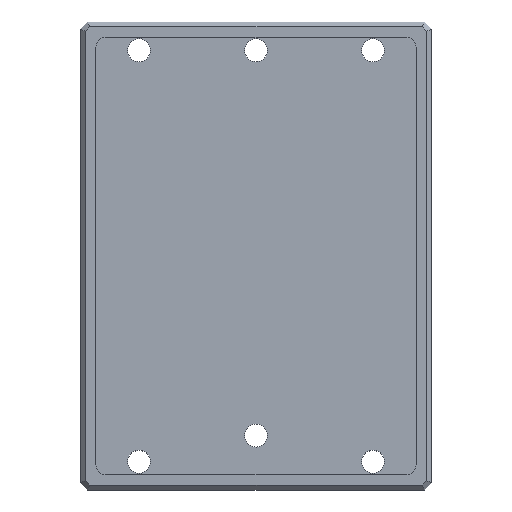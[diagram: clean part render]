
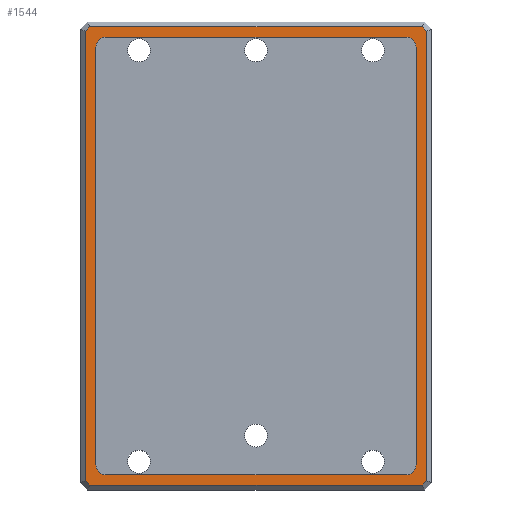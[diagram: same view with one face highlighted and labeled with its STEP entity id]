
A CAD part, top view. The second image highlights one B-rep face of the part: STEP entity #1544.
In plain terms, the highlighted planar face has unit normal (0, 0, 1).
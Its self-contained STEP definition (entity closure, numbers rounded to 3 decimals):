
#15 = VERTEX_POINT ( 'NONE', #942 ) ;
#18 = CARTESIAN_POINT ( 'NONE',  ( -97.95, 136.05, 12.7 ) ) ;
#29 = CIRCLE ( 'NONE', #519, 6.35 ) ;
#40 = VECTOR ( 'NONE', #494, 1000. ) ;
#46 = ORIENTED_EDGE ( 'NONE', *, *, #140, .T. ) ;
#48 = EDGE_CURVE ( 'NONE', #357, #294, #1245, .T. ) ;
#52 = CARTESIAN_POINT ( 'NONE',  ( 111.125, 147.637, 12.7 ) ) ;
#57 = EDGE_CURVE ( 'NONE', #928, #906, #581, .T. ) ;
#81 = VERTEX_POINT ( 'NONE', #1235 ) ;
#112 = CARTESIAN_POINT ( 'NONE',  ( -108.222, 149.225, 12.7 ) ) ;
#128 = VECTOR ( 'NONE', #181, 1000. ) ;
#138 = ORIENTED_EDGE ( 'NONE', *, *, #1179, .F. ) ;
#140 = EDGE_CURVE ( 'NONE', #1070, #454, #1041, .T. ) ;
#148 = AXIS2_PLACEMENT_3D ( 'NONE', #18, #504, #1523 ) ;
#161 = CARTESIAN_POINT ( 'NONE',  ( -104.3, 136.05, 12.7 ) ) ;
#181 = DIRECTION ( 'NONE',  ( 1., 0., 0. ) ) ;
#197 = DIRECTION ( 'NONE',  ( 0., 0., 1. ) ) ;
#200 = LINE ( 'NONE', #592, #1345 ) ;
#209 = DIRECTION ( 'NONE',  ( -1., 0., 0. ) ) ;
#231 = DIRECTION ( 'NONE',  ( 0.707, -0.707, 0. ) ) ;
#235 = EDGE_CURVE ( 'NONE', #81, #622, #1153, .T. ) ;
#250 = ORIENTED_EDGE ( 'NONE', *, *, #1201, .T. ) ;
#277 = CIRCLE ( 'NONE', #1372, 6.35 ) ;
#289 = LINE ( 'NONE', #52, #1480 ) ;
#294 = VERTEX_POINT ( 'NONE', #692 ) ;
#300 = CARTESIAN_POINT ( 'NONE',  ( -111.125, -146.322, 12.7 ) ) ;
#343 = CARTESIAN_POINT ( 'NONE',  ( 109.537, -149.225, 12.7 ) ) ;
#357 = VERTEX_POINT ( 'NONE', #300 ) ;
#358 = AXIS2_PLACEMENT_3D ( 'NONE', #1603, #197, #1471 ) ;
#361 = CARTESIAN_POINT ( 'NONE',  ( -111.125, -147.638, 12.7 ) ) ;
#372 = DIRECTION ( 'NONE',  ( 0., 0., 1. ) ) ;
#374 = ORIENTED_EDGE ( 'NONE', *, *, #541, .T. ) ;
#376 = VECTOR ( 'NONE', #379, 1000. ) ;
#379 = DIRECTION ( 'NONE',  ( 0., -1., 0. ) ) ;
#384 = ORIENTED_EDGE ( 'NONE', *, *, #485, .F. ) ;
#401 = ORIENTED_EDGE ( 'NONE', *, *, #235, .F. ) ;
#406 = EDGE_CURVE ( 'NONE', #1238, #773, #1095, .T. ) ;
#421 = CARTESIAN_POINT ( 'NONE',  ( 108.222, 149.225, 12.7 ) ) ;
#451 = EDGE_CURVE ( 'NONE', #1199, #1238, #1237, .T. ) ;
#452 = CARTESIAN_POINT ( 'NONE',  ( 128.724, -128.724, 12.7 ) ) ;
#454 = VERTEX_POINT ( 'NONE', #112 ) ;
#483 = DIRECTION ( 'NONE',  ( 1., 0., 0. ) ) ;
#485 = EDGE_CURVE ( 'NONE', #622, #1045, #29, .T. ) ;
#494 = DIRECTION ( 'NONE',  ( 0., 1., 0. ) ) ;
#502 = DIRECTION ( 'NONE',  ( -1., 0., 0. ) ) ;
#504 = DIRECTION ( 'NONE',  ( 0., 0., 1. ) ) ;
#513 = ORIENTED_EDGE ( 'NONE', *, *, #1368, .F. ) ;
#519 = AXIS2_PLACEMENT_3D ( 'NONE', #1010, #372, #483 ) ;
#522 = CARTESIAN_POINT ( 'NONE',  ( 111.125, 146.322, 12.7 ) ) ;
#527 = CARTESIAN_POINT ( 'NONE',  ( -104.3, -136.05, 12.7 ) ) ;
#532 = CARTESIAN_POINT ( 'NONE',  ( 128.724, 128.724, 12.7 ) ) ;
#534 = DIRECTION ( 'NONE',  ( 0., -1., 0. ) ) ;
#535 = EDGE_CURVE ( 'NONE', #294, #928, #623, .T. ) ;
#541 = EDGE_CURVE ( 'NONE', #15, #357, #1125, .T. ) ;
#581 = LINE ( 'NONE', #452, #1037 ) ;
#592 = CARTESIAN_POINT ( 'NONE',  ( -128.724, 128.724, 12.7 ) ) ;
#600 = CARTESIAN_POINT ( 'NONE',  ( 97.95, 142.4, 12.7 ) ) ;
#622 = VERTEX_POINT ( 'NONE', #1546 ) ;
#623 = LINE ( 'NONE', #343, #1472 ) ;
#658 = CIRCLE ( 'NONE', #148, 6.35 ) ;
#666 = CARTESIAN_POINT ( 'NONE',  ( 108.222, -149.225, 12.7 ) ) ;
#679 = ORIENTED_EDGE ( 'NONE', *, *, #406, .F. ) ;
#692 = CARTESIAN_POINT ( 'NONE',  ( -108.222, -149.225, 12.7 ) ) ;
#773 = VERTEX_POINT ( 'NONE', #932 ) ;
#830 = FACE_OUTER_BOUND ( 'NONE', #1626, .T. ) ;
#832 = CARTESIAN_POINT ( 'NONE',  ( -104.3, -136.05, 12.7 ) ) ;
#851 = CARTESIAN_POINT ( 'NONE',  ( 97.95, -136.05, 12.7 ) ) ;
#857 = DIRECTION ( 'NONE',  ( 1., 0., 0. ) ) ;
#872 = VERTEX_POINT ( 'NONE', #1609 ) ;
#877 = VERTEX_POINT ( 'NONE', #522 ) ;
#884 = CARTESIAN_POINT ( 'NONE',  ( -109.538, 149.225, 12.7 ) ) ;
#891 = VECTOR ( 'NONE', #534, 1000. ) ;
#905 = EDGE_CURVE ( 'NONE', #877, #1070, #1141, .T. ) ;
#906 = VERTEX_POINT ( 'NONE', #1044 ) ;
#913 = ORIENTED_EDGE ( 'NONE', *, *, #1646, .F. ) ;
#928 = VERTEX_POINT ( 'NONE', #666 ) ;
#932 = CARTESIAN_POINT ( 'NONE',  ( 97.95, -142.4, 12.7 ) ) ;
#940 = CARTESIAN_POINT ( 'NONE',  ( 97.95, -142.4, 12.7 ) ) ;
#942 = CARTESIAN_POINT ( 'NONE',  ( -111.125, 146.322, 12.7 ) ) ;
#974 = VERTEX_POINT ( 'NONE', #161 ) ;
#978 = CARTESIAN_POINT ( 'NONE',  ( -128.724, -128.724, 12.7 ) ) ;
#981 = ORIENTED_EDGE ( 'NONE', *, *, #48, .T. ) ;
#993 = ORIENTED_EDGE ( 'NONE', *, *, #57, .T. ) ;
#997 = DIRECTION ( 'NONE',  ( 1., 0., 0. ) ) ;
#1001 = VECTOR ( 'NONE', #209, 1000. ) ;
#1010 = CARTESIAN_POINT ( 'NONE',  ( 97.95, 136.05, 12.7 ) ) ;
#1033 = DIRECTION ( 'NONE',  ( -0.707, 0.707, 0. ) ) ;
#1035 = VECTOR ( 'NONE', #1033, 1000. ) ;
#1037 = VECTOR ( 'NONE', #1358, 1000. ) ;
#1041 = LINE ( 'NONE', #884, #1617 ) ;
#1044 = CARTESIAN_POINT ( 'NONE',  ( 111.125, -146.322, 12.7 ) ) ;
#1045 = VERTEX_POINT ( 'NONE', #1197 ) ;
#1070 = VERTEX_POINT ( 'NONE', #421 ) ;
#1082 = DIRECTION ( 'NONE',  ( 0., 1., 0. ) ) ;
#1083 = EDGE_CURVE ( 'NONE', #906, #877, #289, .T. ) ;
#1088 = ORIENTED_EDGE ( 'NONE', *, *, #1174, .F. ) ;
#1095 = LINE ( 'NONE', #940, #128 ) ;
#1106 = ORIENTED_EDGE ( 'NONE', *, *, #905, .T. ) ;
#1125 = LINE ( 'NONE', #361, #891 ) ;
#1129 = DIRECTION ( 'NONE',  ( 0., 0., 1. ) ) ;
#1141 = LINE ( 'NONE', #532, #1035 ) ;
#1153 = LINE ( 'NONE', #1647, #40 ) ;
#1156 = ORIENTED_EDGE ( 'NONE', *, *, #451, .F. ) ;
#1174 = EDGE_CURVE ( 'NONE', #1045, #872, #1499, .T. ) ;
#1179 = EDGE_CURVE ( 'NONE', #773, #81, #277, .T. ) ;
#1197 = CARTESIAN_POINT ( 'NONE',  ( 97.95, 142.4, 12.7 ) ) ;
#1199 = VERTEX_POINT ( 'NONE', #832 ) ;
#1201 = EDGE_CURVE ( 'NONE', #454, #15, #200, .T. ) ;
#1235 = CARTESIAN_POINT ( 'NONE',  ( 104.3, -136.05, 12.7 ) ) ;
#1237 = CIRCLE ( 'NONE', #1526, 6.35 ) ;
#1238 = VERTEX_POINT ( 'NONE', #1483 ) ;
#1240 = CARTESIAN_POINT ( 'NONE',  ( -97.95, -136.05, 12.7 ) ) ;
#1245 = LINE ( 'NONE', #978, #1431 ) ;
#1253 = PLANE ( 'NONE',  #358 ) ;
#1256 = DIRECTION ( 'NONE',  ( -0.707, -0.707, 0. ) ) ;
#1345 = VECTOR ( 'NONE', #1256, 1000. ) ;
#1358 = DIRECTION ( 'NONE',  ( 0.707, 0.707, 0. ) ) ;
#1368 = EDGE_CURVE ( 'NONE', #872, #974, #658, .T. ) ;
#1372 = AXIS2_PLACEMENT_3D ( 'NONE', #851, #1129, #997 ) ;
#1381 = DIRECTION ( 'NONE',  ( 0., 0., 1. ) ) ;
#1427 = ORIENTED_EDGE ( 'NONE', *, *, #535, .T. ) ;
#1431 = VECTOR ( 'NONE', #231, 1000. ) ;
#1471 = DIRECTION ( 'NONE',  ( 1., 0., 0. ) ) ;
#1472 = VECTOR ( 'NONE', #857, 1000. ) ;
#1480 = VECTOR ( 'NONE', #1082, 1000. ) ;
#1483 = CARTESIAN_POINT ( 'NONE',  ( -97.95, -142.4, 12.7 ) ) ;
#1488 = ORIENTED_EDGE ( 'NONE', *, *, #1083, .T. ) ;
#1499 = LINE ( 'NONE', #600, #1001 ) ;
#1508 = DIRECTION ( 'NONE',  ( -1., 0., 0. ) ) ;
#1521 = LINE ( 'NONE', #527, #376 ) ;
#1523 = DIRECTION ( 'NONE',  ( 1., 0., 0. ) ) ;
#1526 = AXIS2_PLACEMENT_3D ( 'NONE', #1240, #1381, #502 ) ;
#1544 = ADVANCED_FACE ( 'NONE', ( #830, #1623 ), #1253, .T. ) ;
#1546 = CARTESIAN_POINT ( 'NONE',  ( 104.3, 136.05, 12.7 ) ) ;
#1583 = EDGE_LOOP ( 'NONE', ( #1156, #913, #513, #1088, #384, #401, #138, #679 ) ) ;
#1603 = CARTESIAN_POINT ( 'NONE',  ( 0., 0., 12.7 ) ) ;
#1609 = CARTESIAN_POINT ( 'NONE',  ( -97.95, 142.4, 12.7 ) ) ;
#1617 = VECTOR ( 'NONE', #1508, 1000. ) ;
#1623 = FACE_BOUND ( 'NONE', #1583, .T. ) ;
#1626 = EDGE_LOOP ( 'NONE', ( #46, #250, #374, #981, #1427, #993, #1488, #1106 ) ) ;
#1646 = EDGE_CURVE ( 'NONE', #974, #1199, #1521, .T. ) ;
#1647 = CARTESIAN_POINT ( 'NONE',  ( 104.3, -136.05, 12.7 ) ) ;
